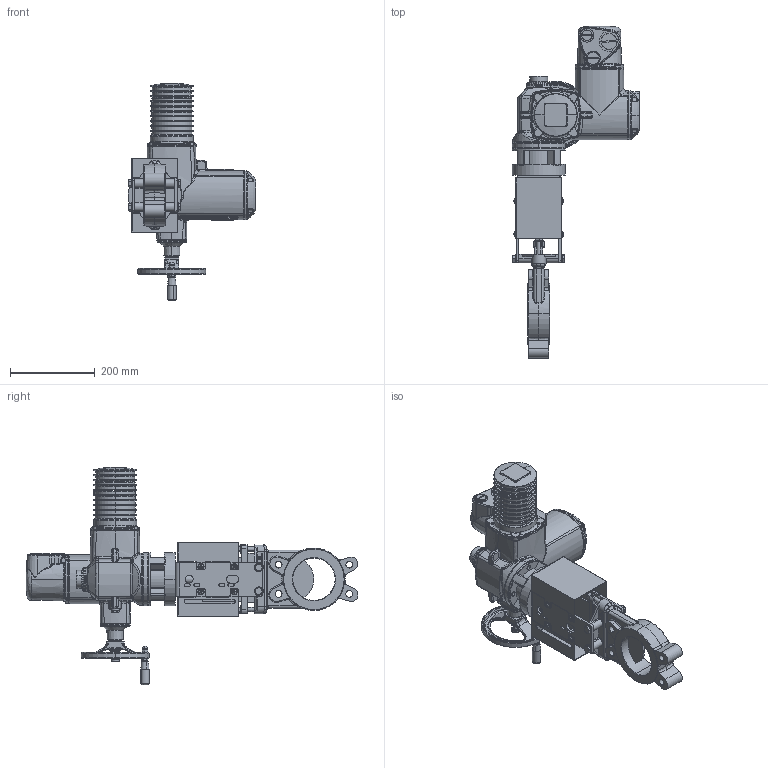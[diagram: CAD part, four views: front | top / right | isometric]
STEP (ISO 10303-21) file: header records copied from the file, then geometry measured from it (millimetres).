
FILE_DESCRIPTION (( 'STEP AP214' ), '1' );
FILE_NAME ('EB DN100_CAST IRON_ELECTRIC ACTUATOR.STEP', '2012-04-20T08:10:30', ( 'Usuario' ), ( '' ), 'SwSTEP 2.0', 'SolidWorks 2011', '' );
FILE_SCHEMA (( 'AUTOMOTIVE_DESIGN' ));
Length unit declared in the file: millimetre
Products named in the file (1): EB DN100_CAST IRON_ELECTRIC ACTUATOR
Bounding box: 300.3 x 781.76 x 512.61 mm (x, y, z)
Surface area: 848193.3 mm2 (no closed solid volume)
Topology: 0 solids, 91 shells, 1940 faces, 6440 edges, 4381 vertices
Faces by surface type: bspline 710, cylinder 487, plane 465, cone 214, torus 47, sphere 17
Entity records: 339615 total; most frequent: CARTESIAN_POINT 269130, ORIENTED_EDGE 10517, DIRECTION 8439, EDGE_CURVE 6388, VERTEX_POINT 4381, AXIS2_PLACEMENT_3D 3117, VECTOR 2205, LINE 2205
